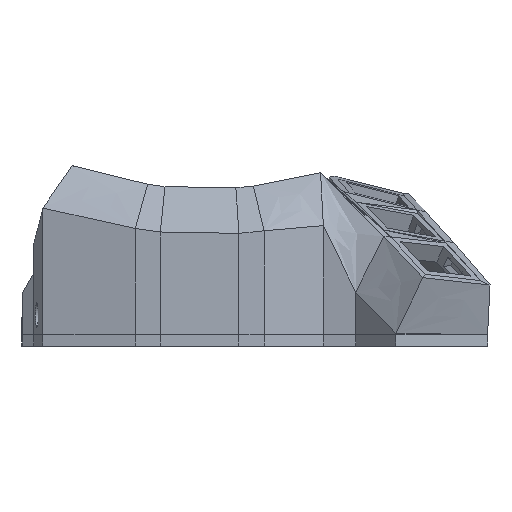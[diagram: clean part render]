
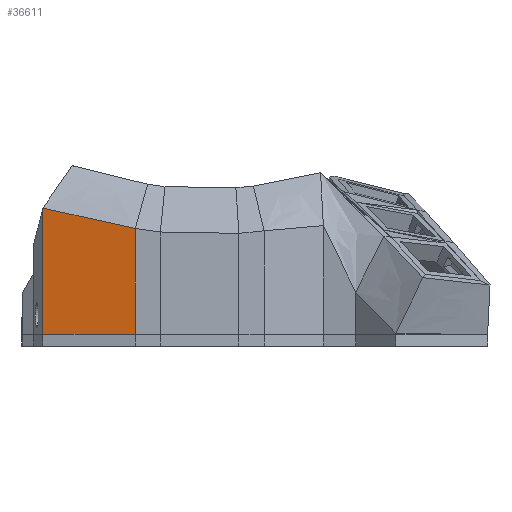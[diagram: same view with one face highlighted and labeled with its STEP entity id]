
A CAD part, left-side view. The second image highlights one B-rep face of the part: STEP entity #36611.
In plain terms, the highlighted planar face has unit normal (-0.981, 0.194, 0).
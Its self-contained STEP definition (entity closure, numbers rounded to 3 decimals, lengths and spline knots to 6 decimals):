
#322=LINE('',#51109,#5432);
#347=LINE('',#51224,#5457);
#348=LINE('',#51227,#5458);
#349=LINE('',#51228,#5459);
#5432=VECTOR('',#41393,1.);
#5457=VECTOR('',#41438,1.);
#5458=VECTOR('',#41439,1.);
#5459=VECTOR('',#41440,1.);
#10551=PLANE('',#39092);
#12639=ORIENTED_EDGE('',*,*,#23235,.F.);
#12640=ORIENTED_EDGE('',*,*,#23236,.T.);
#12641=ORIENTED_EDGE('',*,*,#23208,.T.);
#12642=ORIENTED_EDGE('',*,*,#23237,.F.);
#23208=EDGE_CURVE('',#28510,#28511,#322,.T.);
#23235=EDGE_CURVE('',#28526,#28527,#347,.T.);
#23236=EDGE_CURVE('',#28526,#28510,#348,.T.);
#23237=EDGE_CURVE('',#28527,#28511,#349,.T.);
#28510=VERTEX_POINT('',#51110);
#28511=VERTEX_POINT('',#51111);
#28526=VERTEX_POINT('',#51225);
#28527=VERTEX_POINT('',#51226);
#32022=EDGE_LOOP('',(#12639,#12640,#12641,#12642));
#34284=FACE_BOUND('',#32022,.T.);
#36611=ADVANCED_FACE('',(#34284),#10551,.T.);
#39092=AXIS2_PLACEMENT_3D('',#51223,#41436,#41437);
#41393=DIRECTION('',(0.,0.,1.));
#41436=DIRECTION('',(-0.981,0.194,0.));
#41437=DIRECTION('',(-0.194,-0.981,0.));
#41438=DIRECTION('',(0.,0.,1.));
#41439=DIRECTION('',(-0.194,-0.981,0.));
#41440=DIRECTION('',(-0.189,-0.959,-0.212));
#51109=CARTESIAN_POINT('',(-0.055582,0.051772,0.016457));
#51110=CARTESIAN_POINT('',(-0.055582,0.051772,0.003));
#51111=CARTESIAN_POINT('',(-0.055582,0.051772,0.029913));
#51223=CARTESIAN_POINT('',(-0.050942,0.075249,0.003));
#51224=CARTESIAN_POINT('',(-0.050942,0.075249,0.019055));
#51225=CARTESIAN_POINT('',(-0.050942,0.075249,0.003));
#51226=CARTESIAN_POINT('',(-0.050942,0.075249,0.03511));
#51227=CARTESIAN_POINT('',(-0.053262,0.06351,0.003));
#51228=CARTESIAN_POINT('',(-0.053262,0.06351,0.032511));
